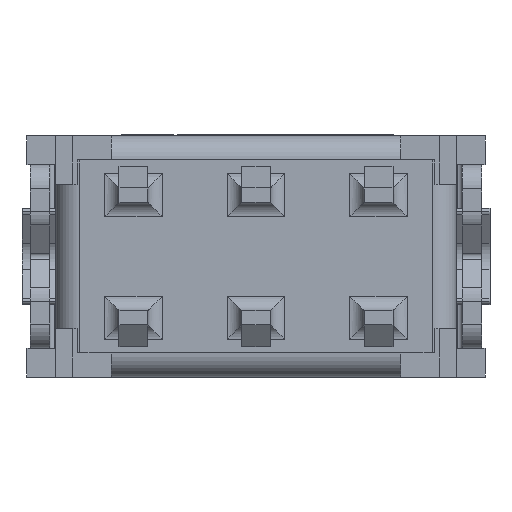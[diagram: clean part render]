
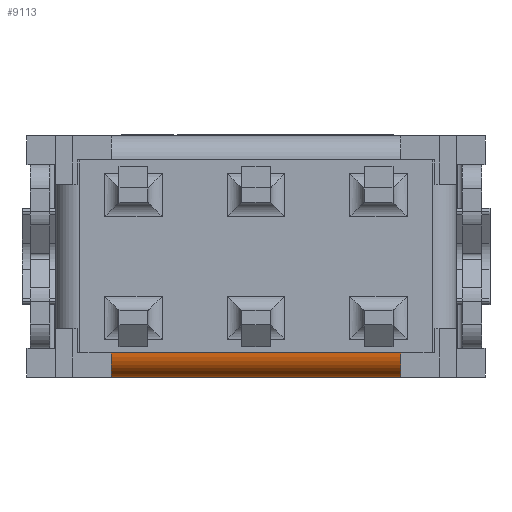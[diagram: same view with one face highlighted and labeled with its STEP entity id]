
A CAD part, front view. The second image highlights one B-rep face of the part: STEP entity #9113.
In plain terms, the highlighted cylindrical face has radius 0.5 mm (diameter 1 mm), a partial arc.
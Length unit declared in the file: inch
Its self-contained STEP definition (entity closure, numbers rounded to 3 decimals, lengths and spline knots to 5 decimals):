
#220=CYLINDRICAL_SURFACE('',#9707,0.01969);
#715=LINE('',#12224,#1769);
#1651=LINE('',#15080,#2705);
#1769=VECTOR('',#9929,0.3937);
#2705=VECTOR('',#11845,0.3937);
#3200=FACE_OUTER_BOUND('',#3715,.T.);
#3715=EDGE_LOOP('',(#8419,#8420,#8421,#8422));
#3894=CIRCLE('',#9644,0.01969);
#3897=CIRCLE('',#9706,0.01969);
#3977=VERTEX_POINT('',#12221);
#3978=VERTEX_POINT('',#12223);
#4598=VERTEX_POINT('',#14724);
#4717=VERTEX_POINT('',#15069);
#4838=EDGE_CURVE('',#3977,#3978,#715,.T.);
#5807=EDGE_CURVE('',#4598,#3978,#3894,.T.);
#5979=EDGE_CURVE('',#3977,#4717,#3897,.T.);
#5980=EDGE_CURVE('',#4717,#4598,#1651,.T.);
#8419=ORIENTED_EDGE('',*,*,#5807,.T.);
#8420=ORIENTED_EDGE('',*,*,#4838,.F.);
#8421=ORIENTED_EDGE('',*,*,#5979,.T.);
#8422=ORIENTED_EDGE('',*,*,#5980,.T.);
#9113=ADVANCED_FACE('',(#3200),#220,.T.);
#9644=AXIS2_PLACEMENT_3D('',#14728,#11548,#11549);
#9706=AXIS2_PLACEMENT_3D('',#15078,#11841,#11842);
#9707=AXIS2_PLACEMENT_3D('',#15079,#11843,#11844);
#9929=DIRECTION('',(-1.,0.,0.));
#11548=DIRECTION('center_axis',(1.,0.,0.));
#11549=DIRECTION('ref_axis',(0.,-0.707,-0.707));
#11841=DIRECTION('center_axis',(-1.,0.,0.));
#11842=DIRECTION('ref_axis',(0.,-0.707,-0.707));
#11843=DIRECTION('center_axis',(-1.,0.,0.));
#11844=DIRECTION('ref_axis',(0.,-0.707,-0.707));
#11845=DIRECTION('',(-1.,0.,0.));
#12221=CARTESIAN_POINT('',(0.11811,0.01969,-0.09843));
#12223=CARTESIAN_POINT('',(-0.11811,0.01969,-0.09843));
#12224=CARTESIAN_POINT('',(0.,0.01969,-0.09843));
#14724=CARTESIAN_POINT('',(-0.11811,0.,-0.07874));
#14728=CARTESIAN_POINT('Origin',(-0.11811,0.01969,
-0.07874));
#15069=CARTESIAN_POINT('',(0.11811,0.,-0.07874));
#15078=CARTESIAN_POINT('Origin',(0.11811,0.01969,-0.07874));
#15079=CARTESIAN_POINT('Origin',(0.05906,0.01969,
-0.07874));
#15080=CARTESIAN_POINT('',(0.05906,0.,-0.07874));
